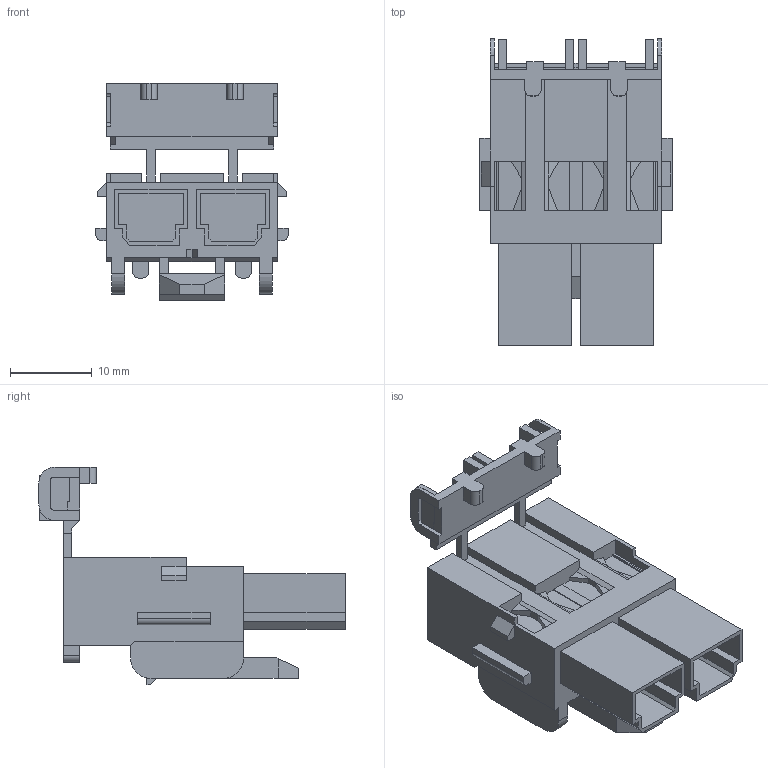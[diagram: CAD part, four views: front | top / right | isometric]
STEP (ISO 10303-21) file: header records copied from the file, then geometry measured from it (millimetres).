
FILE_DESCRIPTION((''),'2;1');
FILE_NAME('428160212','2013-10-18T',('me'),(''),'PRO/ENGINEER BY PARAMETRIC TECHNOLOGY CORPORATION, 2011490','PRO/ENGINEER BY PARAMETRIC TECHNOLOGY CORPORATION, 2011490','');
FILE_SCHEMA(('CONFIG_CONTROL_DESIGN'));
Length unit declared in the file: millimetre
Products named in the file (1): 428160212
Bounding box: 23.5 x 37.4 x 26.6 mm (x, y, z)
Volume: 3675.6 mm3; surface area: 6128.6 mm2
Topology: 1 solids, 1 shells, 319 faces, 894 edges, 582 vertices
Faces by surface type: plane 297, cylinder 22
Entity records: 10094 total; most frequent: CARTESIAN_POINT 1796, ORIENTED_EDGE 1788, DIRECTION 1578, EDGE_CURVE 894, VECTOR 850, LINE 850, VERTEX_POINT 582, AXIS2_PLACEMENT_3D 364
